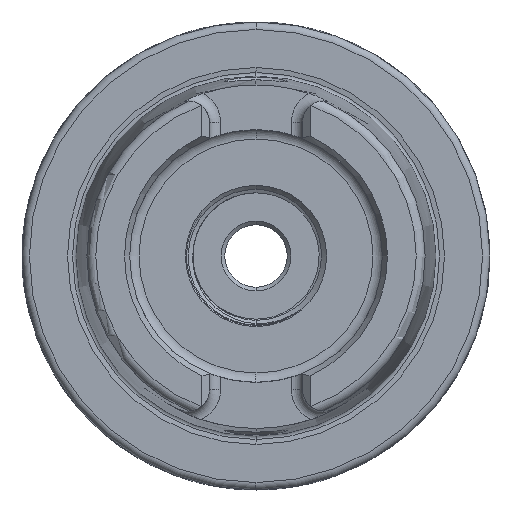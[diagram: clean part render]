
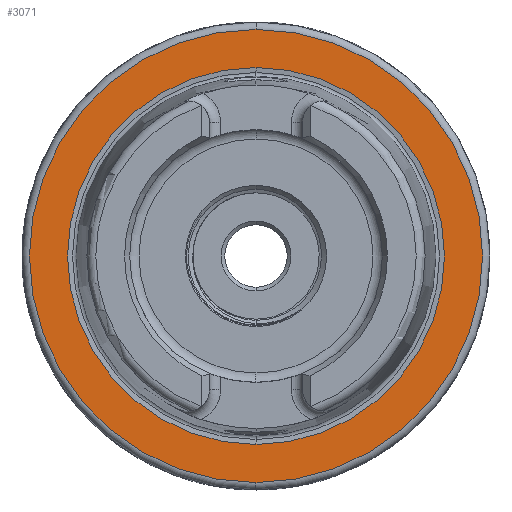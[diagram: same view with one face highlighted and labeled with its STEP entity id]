
A CAD part, left-side view. The second image highlights one B-rep face of the part: STEP entity #3071.
In plain terms, the highlighted planar face has unit normal (-1, 0, 0).
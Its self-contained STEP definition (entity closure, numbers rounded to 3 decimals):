
#624 = EDGE_CURVE ( 'NONE', #23512, #23658, #11356, .T. ) ;
#648 = EDGE_CURVE ( 'NONE', #23551, #23612, #11391, .T. ) ;
#743 = AXIS2_PLACEMENT_3D ( 'NONE', #11786, #11761, #11763 ) ;
#760 = AXIS2_PLACEMENT_3D ( 'NONE', #10079, #10067, #10066 ) ;
#954 = AXIS2_PLACEMENT_3D ( 'NONE', #5654, #5663, #5687 ) ;
#1606 = EDGE_LOOP ( 'NONE', ( #3483, #3461 ) ) ;
#1618 = EDGE_LOOP ( 'NONE', ( #3478, #3493 ) ) ;
#1724 = CARTESIAN_POINT ( 'NONE',  ( 0., 0., 0. ) ) ;
#1735 = DIRECTION ( 'NONE',  ( 0., 0., -1. ) ) ;
#1757 = DIRECTION ( 'NONE',  ( 1., 0., 0. ) ) ;
#3071 = ADVANCED_FACE ( 'NONE', ( #11122, #11101 ), #5683, .T. ) ;
#3461 = ORIENTED_EDGE ( 'NONE', *, *, #11593, .T. ) ;
#3478 = ORIENTED_EDGE ( 'NONE', *, *, #648, .T. ) ;
#3483 = ORIENTED_EDGE ( 'NONE', *, *, #624, .T. ) ;
#3493 = ORIENTED_EDGE ( 'NONE', *, *, #8474, .T. ) ;
#5654 = CARTESIAN_POINT ( 'NONE',  ( 0., 25.369, 0. ) ) ;
#5663 = DIRECTION ( 'NONE',  ( -1., 0., 0. ) ) ;
#5683 = PLANE ( 'NONE',  #954 ) ;
#5687 = DIRECTION ( 'NONE',  ( 0., 0., 1. ) ) ;
#8474 = EDGE_CURVE ( 'NONE', #23612, #23551, #25514, .T. ) ;
#9855 = DIRECTION ( 'NONE',  ( -1., 0., 0. ) ) ;
#9871 = CARTESIAN_POINT ( 'NONE',  ( 0., 0., 0. ) ) ;
#9890 = DIRECTION ( 'NONE',  ( 0., 0., 1. ) ) ;
#10066 = DIRECTION ( 'NONE',  ( 0., 0., -1. ) ) ;
#10067 = DIRECTION ( 'NONE',  ( 1., 0., 0. ) ) ;
#10079 = CARTESIAN_POINT ( 'NONE',  ( 0., 0., 0. ) ) ;
#11101 = FACE_BOUND ( 'NONE', #1606, .T. ) ;
#11122 = FACE_OUTER_BOUND ( 'NONE', #1618, .T. ) ;
#11356 = CIRCLE ( 'NONE', #760, 25.369 ) ;
#11391 = CIRCLE ( 'NONE', #743, 30.5 ) ;
#11593 = EDGE_CURVE ( 'NONE', #23658, #23512, #19399, .T. ) ;
#11761 = DIRECTION ( 'NONE',  ( -1., 0., 0. ) ) ;
#11763 = DIRECTION ( 'NONE',  ( 0., 0., 1. ) ) ;
#11786 = CARTESIAN_POINT ( 'NONE',  ( 0., 0., 0. ) ) ;
#17070 = AXIS2_PLACEMENT_3D ( 'NONE', #9871, #9855, #9890 ) ;
#17139 = AXIS2_PLACEMENT_3D ( 'NONE', #1724, #1757, #1735 ) ;
#18629 = CARTESIAN_POINT ( 'NONE',  ( 0., 0., 30.5 ) ) ;
#18649 = CARTESIAN_POINT ( 'NONE',  ( 0., 0., -30.5 ) ) ;
#18679 = CARTESIAN_POINT ( 'NONE',  ( 0., 0., 25.369 ) ) ;
#18736 = CARTESIAN_POINT ( 'NONE',  ( 0., 0., -25.369 ) ) ;
#19399 = CIRCLE ( 'NONE', #17139, 25.369 ) ;
#23512 = VERTEX_POINT ( 'NONE', #18679 ) ;
#23551 = VERTEX_POINT ( 'NONE', #18629 ) ;
#23612 = VERTEX_POINT ( 'NONE', #18649 ) ;
#23658 = VERTEX_POINT ( 'NONE', #18736 ) ;
#25514 = CIRCLE ( 'NONE', #17070, 30.5 ) ;
